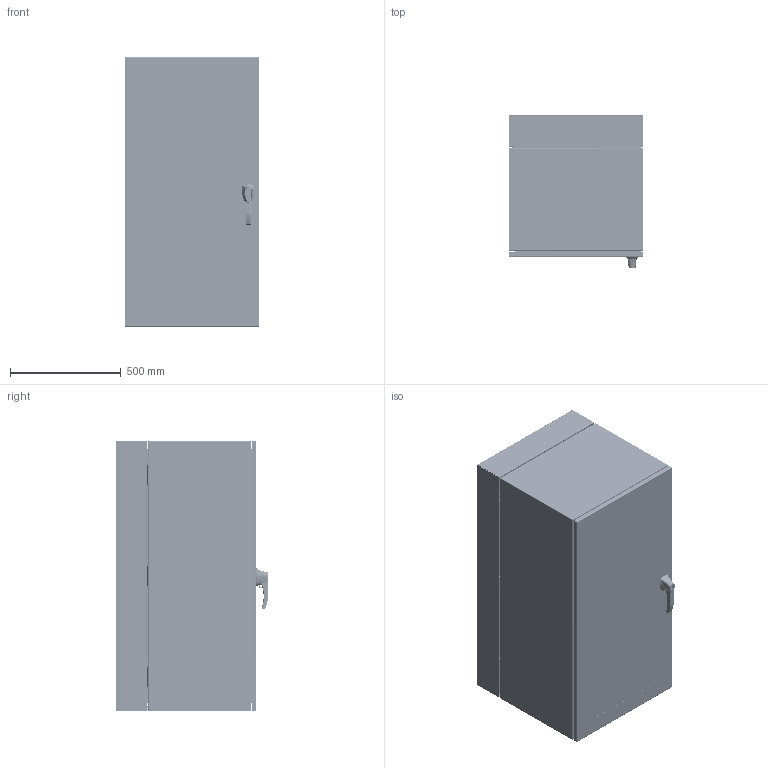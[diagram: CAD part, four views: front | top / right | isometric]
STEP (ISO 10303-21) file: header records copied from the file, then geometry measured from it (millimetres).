
FILE_DESCRIPTION (( 'STEP AP203' ), '1' );
FILE_NAME ('EN4DH482424WLG.step', '2020-11-12T18:22:41', ( 'ADC123' ), ( 'Microsoft' ), 'SwSTEP 2.0', 'SolidWorks 2019', '' );
FILE_SCHEMA (( 'CONFIG_CONTROL_DESIGN' ));
Products named in the file (1): EN4DH482424WLG
Bounding box: 609.61 x 689.81 x 1219.2 mm (x, y, z)
Volume: 12581504 mm3; surface area: 10434992.3 mm2
Topology: 291 solids, 291 shells, 5490 faces, 12756 edges, 8086 vertices
Faces by surface type: plane 2969, cylinder 1459, cone 596, bspline 464, torus 2
Full cylindrical faces by diameter (mm): 2.464 x4, 3.175 x50, 3.307 x26, 4 x2, 4.064 x2, 4.166 x24, 4.216 x4, 4.318 x4, 4.394 x8, 4.496 x156, 4.75 x20, 4.77 x20, 4.775 x2, 4.826 x4, 4.92 x20, 4.928 x4, 4.976 x25, 5 x4, 5.08 x4, 5.105 x1, 5.69 x3, 5.74 x24, 5.893 x1, 5.918 x1, 5.994 x12, 6 x44, 6.02 x20, 6.35 x93, 6.411 x1, 6.502 x4
Entity records: 183363 total; most frequent: CARTESIAN_POINT 65391, ORIENTED_EDGE 22984, DIRECTION 22917, EDGE_CURVE 11492, AXIS2_PLACEMENT_3D 8550, VERTEX_POINT 7901, EDGE_LOOP 7801, FACE_OUTER_BOUND 6409
